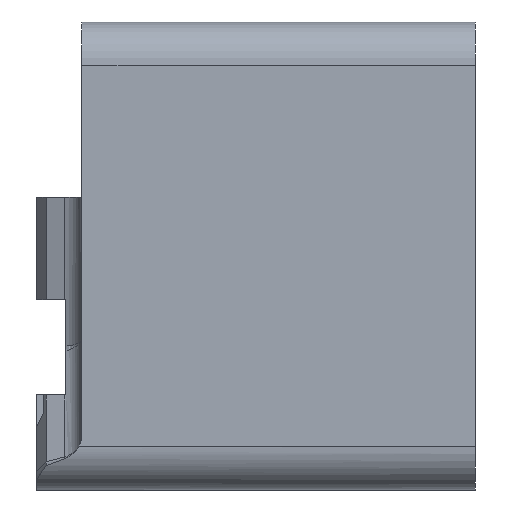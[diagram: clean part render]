
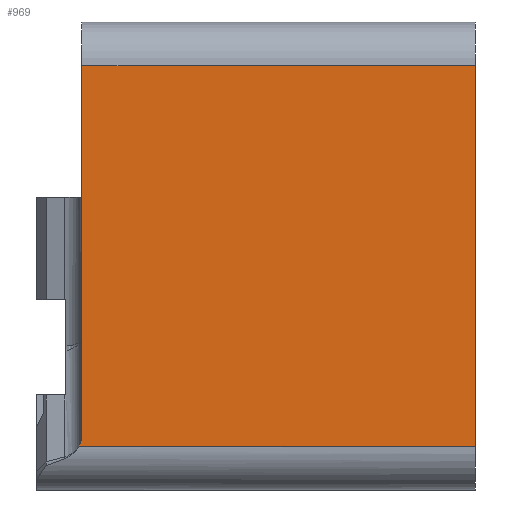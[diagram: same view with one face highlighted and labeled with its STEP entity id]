
A CAD part, left-side view. The second image highlights one B-rep face of the part: STEP entity #969.
In plain terms, the highlighted planar face has unit normal (-1, 0, 0).
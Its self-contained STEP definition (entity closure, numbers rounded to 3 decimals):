
#92 = VECTOR ( 'NONE', #2090, 1000. ) ;
#119 = EDGE_CURVE ( 'NONE', #1983, #546, #1382, .T. ) ;
#176 = AXIS2_PLACEMENT_3D ( 'NONE', #920, #1521, #2255 ) ;
#204 = CARTESIAN_POINT ( 'NONE',  ( -12., 30., -13. ) ) ;
#305 = LINE ( 'NONE', #1569, #2052 ) ;
#339 = EDGE_CURVE ( 'NONE', #1983, #340, #1898, .T. ) ;
#340 = VERTEX_POINT ( 'NONE', #2199 ) ;
#383 = ORIENTED_EDGE ( 'NONE', *, *, #653, .T. ) ;
#400 = ORIENTED_EDGE ( 'NONE', *, *, #544, .T. ) ;
#458 = CARTESIAN_POINT ( 'NONE',  ( -12., 0., 13. ) ) ;
#544 = EDGE_CURVE ( 'NONE', #340, #1117, #1000, .T. ) ;
#546 = VERTEX_POINT ( 'NONE', #990 ) ;
#604 = LINE ( 'NONE', #784, #1639 ) ;
#618 = DIRECTION ( 'NONE',  ( 0., 0., 1. ) ) ;
#653 = EDGE_CURVE ( 'NONE', #885, #546, #604, .T. ) ;
#704 = ORIENTED_EDGE ( 'NONE', *, *, #339, .T. ) ;
#772 = CARTESIAN_POINT ( 'NONE',  ( -12., 28.7, -12.179 ) ) ;
#784 = CARTESIAN_POINT ( 'NONE',  ( -12., 30., 13. ) ) ;
#786 = AXIS2_PLACEMENT_3D ( 'NONE', #772, #1471, #1517 ) ;
#816 = EDGE_CURVE ( 'NONE', #1117, #885, #305, .T. ) ;
#885 = VERTEX_POINT ( 'NONE', #458 ) ;
#920 = CARTESIAN_POINT ( 'NONE',  ( -12., 30., 16. ) ) ;
#969 = ADVANCED_FACE ( 'NONE', ( #1509 ), #2036, .F. ) ;
#990 = CARTESIAN_POINT ( 'NONE',  ( -12., 26.9, 13. ) ) ;
#1000 = LINE ( 'NONE', #204, #92 ) ;
#1064 = ORIENTED_EDGE ( 'NONE', *, *, #119, .F. ) ;
#1117 = VERTEX_POINT ( 'NONE', #1128 ) ;
#1128 = CARTESIAN_POINT ( 'NONE',  ( -12., 0., -13. ) ) ;
#1189 = DIRECTION ( 'NONE',  ( 0., 0., 1. ) ) ;
#1382 = LINE ( 'NONE', #1546, #1637 ) ;
#1471 = DIRECTION ( 'NONE',  ( 1., 0., 0. ) ) ;
#1509 = FACE_OUTER_BOUND ( 'NONE', #2220, .T. ) ;
#1517 = DIRECTION ( 'NONE',  ( 0., 0., -1. ) ) ;
#1521 = DIRECTION ( 'NONE',  ( 1., 0., 0. ) ) ;
#1546 = CARTESIAN_POINT ( 'NONE',  ( -12., 26.9, -14.568 ) ) ;
#1569 = CARTESIAN_POINT ( 'NONE',  ( -12., 0., 16. ) ) ;
#1637 = VECTOR ( 'NONE', #618, 1000. ) ;
#1639 = VECTOR ( 'NONE', #2067, 1000. ) ;
#1773 = ORIENTED_EDGE ( 'NONE', *, *, #816, .T. ) ;
#1898 = CIRCLE ( 'NONE', #786, 1.8 ) ;
#1983 = VERTEX_POINT ( 'NONE', #2166 ) ;
#2036 = PLANE ( 'NONE',  #176 ) ;
#2052 = VECTOR ( 'NONE', #1189, 1000. ) ;
#2067 = DIRECTION ( 'NONE',  ( 0., 1., 0. ) ) ;
#2090 = DIRECTION ( 'NONE',  ( 0., -1., 0. ) ) ;
#2166 = CARTESIAN_POINT ( 'NONE',  ( -12., 26.9, -12.179 ) ) ;
#2199 = CARTESIAN_POINT ( 'NONE',  ( -12., 27.098, -13. ) ) ;
#2220 = EDGE_LOOP ( 'NONE', ( #1064, #704, #400, #1773, #383 ) ) ;
#2255 = DIRECTION ( 'NONE',  ( 0., 0., -1. ) ) ;
